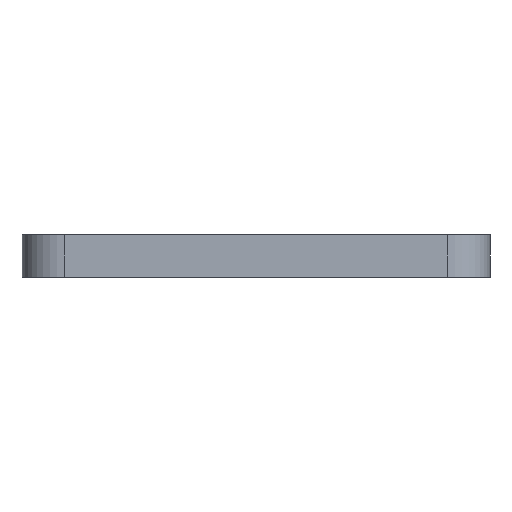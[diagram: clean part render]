
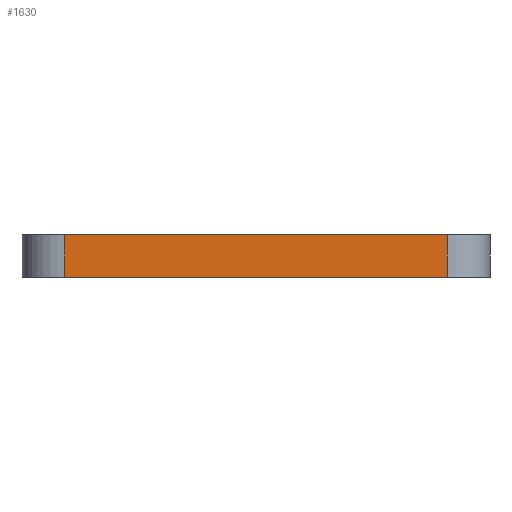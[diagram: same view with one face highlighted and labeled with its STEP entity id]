
A CAD part, front view. The second image highlights one B-rep face of the part: STEP entity #1630.
In plain terms, the highlighted planar face has unit normal (0, -1, 0).
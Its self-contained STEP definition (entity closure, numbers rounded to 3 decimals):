
#199=CARTESIAN_POINT('',(172.509,260.597,3.003));
#200=VERTEX_POINT('',#199);
#208=CARTESIAN_POINT('',(199.509,260.597,3.003));
#209=VERTEX_POINT('',#208);
#210=CARTESIAN_POINT('',(199.509,260.597,3.003));
#211=DIRECTION('',(-1.,-0.,0.));
#212=VECTOR('',#211,27.);
#213=LINE('',#210,#212);
#214=EDGE_CURVE('',#209,#200,#213,.T.);
#1210=CARTESIAN_POINT('',(199.509,260.597,-0.));
#1211=VERTEX_POINT('',#1210);
#1219=CARTESIAN_POINT('',(172.509,260.597,-0.));
#1220=VERTEX_POINT('',#1219);
#1221=CARTESIAN_POINT('',(199.509,260.597,-0.));
#1222=DIRECTION('',(-1.,-0.,0.));
#1223=VECTOR('',#1222,27.);
#1224=LINE('',#1221,#1223);
#1225=EDGE_CURVE('',#1211,#1220,#1224,.T.);
#1609=CARTESIAN_POINT('',(23.5,260.597,-187.997));
#1610=DIRECTION('',(0.,-1.,0.));
#1611=DIRECTION('',(1.,0.,-0.));
#1612=AXIS2_PLACEMENT_3D('',#1609,#1610,#1611);
#1613=PLANE('',#1612);
#1614=ORIENTED_EDGE('',*,*,#214,.T.);
#1615=CARTESIAN_POINT('',(172.509,260.597,3.003));
#1616=DIRECTION('',(0.,-0.,-1.));
#1617=VECTOR('',#1616,3.003);
#1618=LINE('',#1615,#1617);
#1619=EDGE_CURVE('',#200,#1220,#1618,.T.);
#1620=ORIENTED_EDGE('',*,*,#1619,.T.);
#1621=ORIENTED_EDGE('',*,*,#1225,.F.);
#1622=CARTESIAN_POINT('',(199.509,260.597,0.));
#1623=DIRECTION('',(-0.,0.,1.));
#1624=VECTOR('',#1623,3.003);
#1625=LINE('',#1622,#1624);
#1626=EDGE_CURVE('',#1211,#209,#1625,.T.);
#1627=ORIENTED_EDGE('',*,*,#1626,.T.);
#1628=EDGE_LOOP('',(#1614,#1620,#1621,#1627));
#1629=FACE_BOUND('',#1628,.T.);
#1630=ADVANCED_FACE('',(#1629),#1613,.T.);
